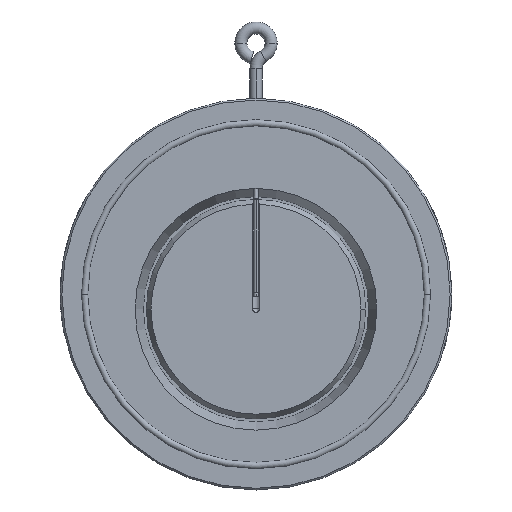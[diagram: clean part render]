
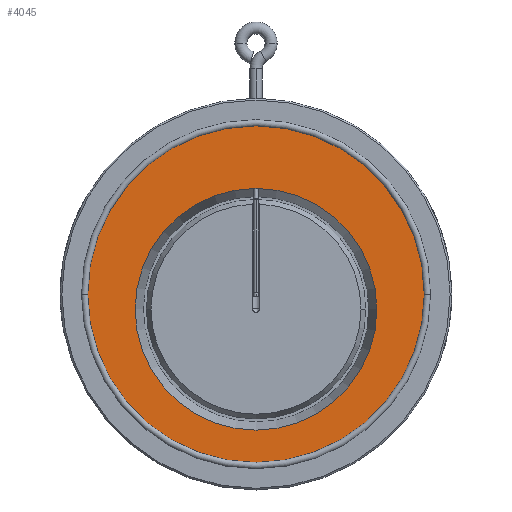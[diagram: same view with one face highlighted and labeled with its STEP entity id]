
A CAD part, top view. The second image highlights one B-rep face of the part: STEP entity #4045.
In plain terms, the highlighted planar face has unit normal (0, 0, 1).
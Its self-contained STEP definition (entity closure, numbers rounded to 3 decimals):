
#40 = DIRECTION ( 'NONE',  ( 0., -1., 0. ) ) ;
#419 = CARTESIAN_POINT ( 'NONE',  ( 0., 0., 0. ) ) ;
#458 = VERTEX_POINT ( 'NONE', #624 ) ;
#624 = CARTESIAN_POINT ( 'NONE',  ( 0., -67.54, 0. ) ) ;
#687 = CARTESIAN_POINT ( 'NONE',  ( 0., -7.5, 0. ) ) ;
#750 = AXIS2_PLACEMENT_3D ( 'NONE', #7173, #6624, #5859 ) ;
#897 = DIRECTION ( 'NONE',  ( 0., 0., 1. ) ) ;
#982 = EDGE_CURVE ( 'NONE', #7373, #1790, #5243, .T. ) ;
#987 = AXIS2_PLACEMENT_3D ( 'NONE', #419, #5593, #7062 ) ;
#991 = AXIS2_PLACEMENT_3D ( 'NONE', #7059, #8334, #3775 ) ;
#1023 = EDGE_CURVE ( 'NONE', #3905, #458, #4963, .T. ) ;
#1053 = ORIENTED_EDGE ( 'NONE', *, *, #982, .F. ) ;
#1790 = VERTEX_POINT ( 'NONE', #3105 ) ;
#2174 = EDGE_LOOP ( 'NONE', ( #5392, #6243 ) ) ;
#2477 = EDGE_CURVE ( 'NONE', #458, #3905, #3791, .T. ) ;
#2928 = AXIS2_PLACEMENT_3D ( 'NONE', #7420, #897, #5508 ) ;
#3105 = CARTESIAN_POINT ( 'NONE',  ( -83.62, 0., 0. ) ) ;
#3147 = PLANE ( 'NONE',  #991 ) ;
#3293 = DIRECTION ( 'NONE',  ( 0., 0., 1. ) ) ;
#3775 = DIRECTION ( 'NONE',  ( 1., 0., 0. ) ) ;
#3791 = CIRCLE ( 'NONE', #8418, 60.04 ) ;
#3905 = VERTEX_POINT ( 'NONE', #6828 ) ;
#4045 = ADVANCED_FACE ( 'NONE', ( #6425, #4973 ), #3147, .T. ) ;
#4963 = CIRCLE ( 'NONE', #2928, 60.04 ) ;
#4973 = FACE_BOUND ( 'NONE', #2174, .T. ) ;
#5157 = EDGE_LOOP ( 'NONE', ( #6349, #1053 ) ) ;
#5243 = CIRCLE ( 'NONE', #750, 83.62 ) ;
#5392 = ORIENTED_EDGE ( 'NONE', *, *, #2477, .F. ) ;
#5508 = DIRECTION ( 'NONE',  ( 0., -1., 0. ) ) ;
#5593 = DIRECTION ( 'NONE',  ( 0., 0., -1. ) ) ;
#5776 = EDGE_CURVE ( 'NONE', #1790, #7373, #6840, .T. ) ;
#5859 = DIRECTION ( 'NONE',  ( -1., 0., 0. ) ) ;
#6243 = ORIENTED_EDGE ( 'NONE', *, *, #1023, .F. ) ;
#6349 = ORIENTED_EDGE ( 'NONE', *, *, #5776, .F. ) ;
#6425 = FACE_OUTER_BOUND ( 'NONE', #5157, .T. ) ;
#6624 = DIRECTION ( 'NONE',  ( 0., 0., -1. ) ) ;
#6828 = CARTESIAN_POINT ( 'NONE',  ( 0., 52.54, 0. ) ) ;
#6840 = CIRCLE ( 'NONE', #987, 83.62 ) ;
#7059 = CARTESIAN_POINT ( 'NONE',  ( 0., 0., 0. ) ) ;
#7062 = DIRECTION ( 'NONE',  ( -1., 0., 0. ) ) ;
#7173 = CARTESIAN_POINT ( 'NONE',  ( 0., 0., 0. ) ) ;
#7332 = CARTESIAN_POINT ( 'NONE',  ( 83.62, 0., 0. ) ) ;
#7373 = VERTEX_POINT ( 'NONE', #7332 ) ;
#7420 = CARTESIAN_POINT ( 'NONE',  ( 0., -7.5, 0. ) ) ;
#8334 = DIRECTION ( 'NONE',  ( 0., 0., 1. ) ) ;
#8418 = AXIS2_PLACEMENT_3D ( 'NONE', #687, #3293, #40 ) ;
